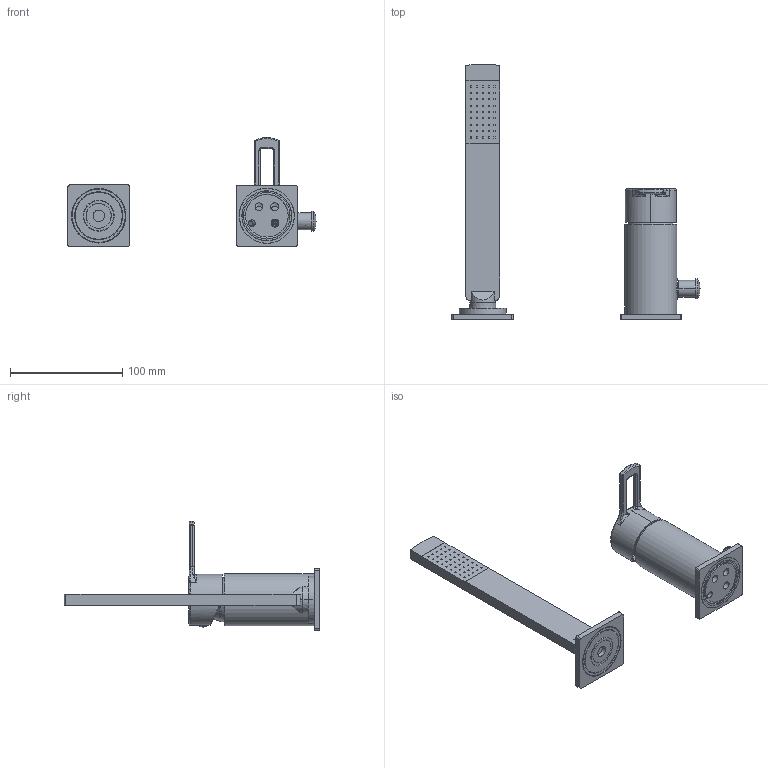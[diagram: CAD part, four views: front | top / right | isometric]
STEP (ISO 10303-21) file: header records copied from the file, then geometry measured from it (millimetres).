
FILE_DESCRIPTION((''),'2;1');
FILE_NAME('RIN041LCR','2021-11-05T08:32:10',('ut3'),('PAFFONI SpA'),'CREO PARAMETRIC BY PTC INC, 2020044','CREO PARAMETRIC BY PTC INC, 2020044','');
FILE_SCHEMA(('CONFIG_CONTROL_DESIGN','SHAPE_APPEARANCE_LAYERS_GROUPS'));
Products named in the file (1): RIN041LCR
Bounding box: 221.46 x 227.89 x 97.45 mm (x, y, z)
Volume: 228658.5 mm3; surface area: 97459.4 mm2
Topology: 4 solids, 4 shells, 1572 faces, 4178 edges, 2649 vertices
Faces by surface type: plane 908, cylinder 377, torus 136, cone 87, bspline 34, sphere 30
Entity records: 69998 total; most frequent: CARTESIAN_POINT 19628, ORIENTED_EDGE 8316, DIRECTION 7942, EDGE_CURVE 4158, AXIS2_PLACEMENT_3D 2752, VERTEX_POINT 2647, VECTOR 2438, LINE 2438
